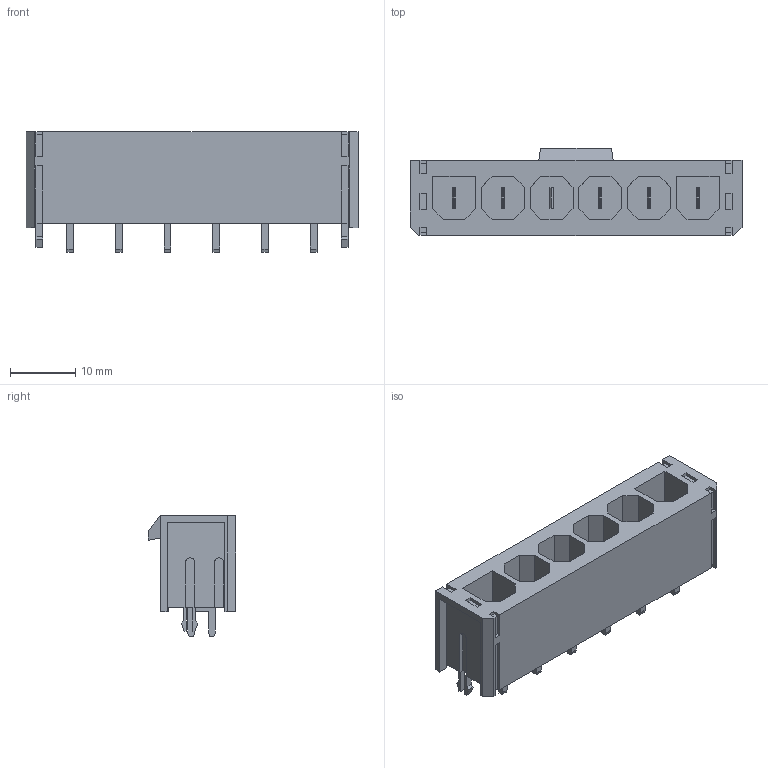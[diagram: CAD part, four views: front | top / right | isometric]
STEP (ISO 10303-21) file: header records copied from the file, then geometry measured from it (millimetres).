
FILE_DESCRIPTION (( 'STEP AP214' ), '1' );
FILE_NAME ('Molex_Sabre_43160-2106_1x06_P7.5mm_Vertical.step', '2020-06-08T09:49:49', ( '' ), ( '' ), 'SwSTEP 2.0', 'SolidWorks 2018', '' );
FILE_SCHEMA (( 'AUTOMOTIVE_DESIGN' ));
Length unit declared in the file: inch
Products named in the file (1): Molex_Sabre_43160-2106_1x06_P7.5mm_Vertical
Bounding box: 51.05 x 13.39 x 18.57 mm (x, y, z)
Volume: 4745.7 mm3; surface area: 5519.8 mm2
Topology: 1 solids, 1 shells, 348 faces, 927 edges, 601 vertices
Faces by surface type: plane 344, cylinder 4
Entity records: 10571 total; most frequent: CARTESIAN_POINT 1877, ORIENTED_EDGE 1854, DIRECTION 1633, EDGE_CURVE 927, LINE 919, VECTOR 919, VERTEX_POINT 601, EDGE_LOOP 368
